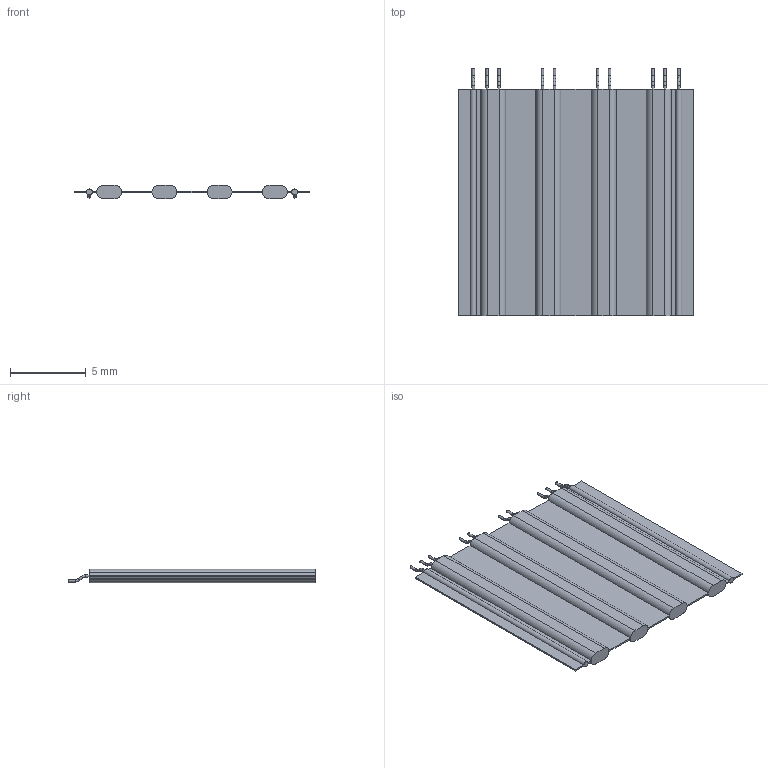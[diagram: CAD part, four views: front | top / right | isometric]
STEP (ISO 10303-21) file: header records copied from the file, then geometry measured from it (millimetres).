
FILE_DESCRIPTION(('FreeCAD Model'),'2;1');
FILE_NAME('Open CASCADE Shape Model','2021-07-15T10:18:06',('Author'),( ''),'Open CASCADE STEP processor 7.5','FreeCAD','Unknown');
FILE_SCHEMA(('AUTOMOTIVE_DESIGN { 1 0 10303 214 1 1 1 1 }'));
Length unit declared in the file: millimetre
Products named in the file (1): Body
Bounding box: 15.6 x 16.38 x 0.87 mm (x, y, z)
Volume: 93.7 mm3; surface area: 547.9 mm2
Topology: 1 solids, 1 shells, 106 faces, 242 edges, 148 vertices
Faces by surface type: cylinder 50, plane 36, torus 20
Full cylindrical faces by diameter (mm): 0.16 x24, 0.18 x6
Entity records: 6184 total; most frequent: DIRECTION 1050, CARTESIAN_POINT 1041, LINE 546, VECTOR 546, ORIENTED_EDGE 484, PCURVE 484, DEFINITIONAL_REPRESENTATION 484, EDGE_CURVE 242
